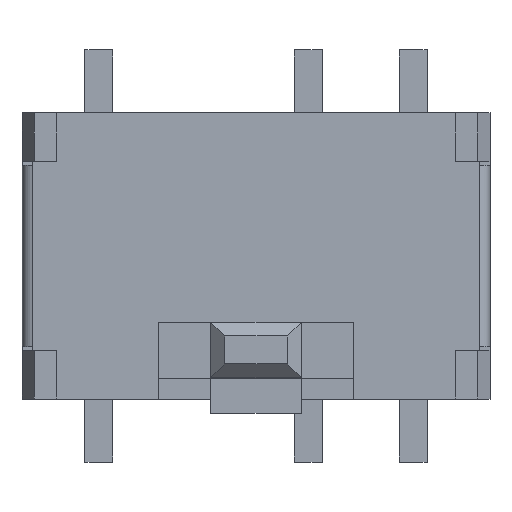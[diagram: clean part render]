
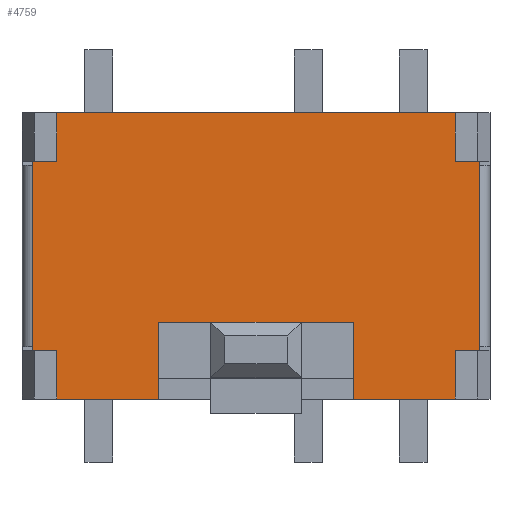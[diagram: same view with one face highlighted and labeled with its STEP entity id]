
A CAD part, top view. The second image highlights one B-rep face of the part: STEP entity #4759.
In plain terms, the highlighted planar face has unit normal (0, 0, 1).
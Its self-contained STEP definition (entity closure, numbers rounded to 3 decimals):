
#117=PLANE('',#5076);
#343=LINE('',#6774,#953);
#349=LINE('',#6787,#959);
#353=LINE('',#6794,#963);
#356=LINE('',#6800,#966);
#359=LINE('',#6806,#969);
#362=LINE('',#6812,#972);
#365=LINE('',#6818,#975);
#368=LINE('',#6824,#978);
#371=LINE('',#6830,#981);
#374=LINE('',#6836,#984);
#377=LINE('',#6842,#987);
#380=LINE('',#6848,#990);
#382=LINE('',#6851,#992);
#383=LINE('',#6854,#993);
#384=LINE('',#6856,#994);
#385=LINE('',#6857,#995);
#953=VECTOR('',#5370,1.);
#959=VECTOR('',#5378,1.);
#963=VECTOR('',#5384,1.);
#966=VECTOR('',#5389,1.);
#969=VECTOR('',#5394,1.);
#972=VECTOR('',#5399,1.);
#975=VECTOR('',#5404,1.);
#978=VECTOR('',#5409,1.);
#981=VECTOR('',#5414,1.);
#984=VECTOR('',#5419,1.);
#987=VECTOR('',#5424,1.);
#990=VECTOR('',#5429,1.);
#992=VECTOR('',#5433,1.);
#993=VECTOR('',#5436,1.);
#994=VECTOR('',#5437,1.);
#995=VECTOR('',#5438,1.);
#1590=FACE_OUTER_BOUND('',#1855,.T.);
#1855=EDGE_LOOP('',(#3316,#3317,#3318,#3319,#3320,#3321,#3322,#3323,#3324,
#3325,#3326,#3327,#3328,#3329,#3330,#3331));
#2144=VERTEX_POINT('',#6772);
#2145=VERTEX_POINT('',#6773);
#2150=VERTEX_POINT('',#6784);
#2151=VERTEX_POINT('',#6786);
#2153=VERTEX_POINT('',#6792);
#2155=VERTEX_POINT('',#6798);
#2157=VERTEX_POINT('',#6804);
#2159=VERTEX_POINT('',#6810);
#2161=VERTEX_POINT('',#6816);
#2163=VERTEX_POINT('',#6822);
#2165=VERTEX_POINT('',#6828);
#2167=VERTEX_POINT('',#6834);
#2169=VERTEX_POINT('',#6840);
#2171=VERTEX_POINT('',#6846);
#2172=VERTEX_POINT('',#6853);
#2173=VERTEX_POINT('',#6855);
#2588=EDGE_CURVE('',#2144,#2145,#343,.T.);
#2594=EDGE_CURVE('',#2151,#2150,#349,.T.);
#2598=EDGE_CURVE('',#2150,#2153,#353,.T.);
#2601=EDGE_CURVE('',#2153,#2155,#356,.T.);
#2604=EDGE_CURVE('',#2155,#2157,#359,.T.);
#2607=EDGE_CURVE('',#2157,#2159,#362,.T.);
#2610=EDGE_CURVE('',#2159,#2161,#365,.T.);
#2613=EDGE_CURVE('',#2161,#2163,#368,.T.);
#2616=EDGE_CURVE('',#2145,#2165,#371,.T.);
#2619=EDGE_CURVE('',#2165,#2167,#374,.T.);
#2622=EDGE_CURVE('',#2167,#2169,#377,.T.);
#2625=EDGE_CURVE('',#2169,#2171,#380,.T.);
#2627=EDGE_CURVE('',#2171,#2151,#382,.T.);
#2628=EDGE_CURVE('',#2144,#2172,#383,.T.);
#2629=EDGE_CURVE('',#2173,#2163,#384,.T.);
#2630=EDGE_CURVE('',#2172,#2173,#385,.T.);
#3316=ORIENTED_EDGE('',*,*,#2628,.F.);
#3317=ORIENTED_EDGE('',*,*,#2588,.T.);
#3318=ORIENTED_EDGE('',*,*,#2616,.T.);
#3319=ORIENTED_EDGE('',*,*,#2619,.T.);
#3320=ORIENTED_EDGE('',*,*,#2622,.T.);
#3321=ORIENTED_EDGE('',*,*,#2625,.T.);
#3322=ORIENTED_EDGE('',*,*,#2627,.T.);
#3323=ORIENTED_EDGE('',*,*,#2594,.T.);
#3324=ORIENTED_EDGE('',*,*,#2598,.T.);
#3325=ORIENTED_EDGE('',*,*,#2601,.T.);
#3326=ORIENTED_EDGE('',*,*,#2604,.T.);
#3327=ORIENTED_EDGE('',*,*,#2607,.T.);
#3328=ORIENTED_EDGE('',*,*,#2610,.T.);
#3329=ORIENTED_EDGE('',*,*,#2613,.T.);
#3330=ORIENTED_EDGE('',*,*,#2629,.F.);
#3331=ORIENTED_EDGE('',*,*,#2630,.F.);
#4759=ADVANCED_FACE('',(#1590),#117,.T.);
#5076=AXIS2_PLACEMENT_3D('',#6852,#5434,#5435);
#5370=DIRECTION('',(1.,0.,0.));
#5378=DIRECTION('',(-1.,0.,0.));
#5384=DIRECTION('',(0.,-1.,0.));
#5389=DIRECTION('',(-1.,0.,0.));
#5394=DIRECTION('',(0.,-1.,0.));
#5399=DIRECTION('',(1.,0.,0.));
#5404=DIRECTION('',(0.,-1.,0.));
#5409=DIRECTION('',(1.,0.,0.));
#5414=DIRECTION('',(0.,1.,0.));
#5419=DIRECTION('',(1.,0.,0.));
#5424=DIRECTION('',(0.,1.,0.));
#5429=DIRECTION('',(-1.,0.,0.));
#5433=DIRECTION('',(0.,1.,0.));
#5434=DIRECTION('center_axis',(0.,0.,1.));
#5435=DIRECTION('ref_axis',(1.,0.,0.));
#5436=DIRECTION('',(0.,1.,0.));
#5437=DIRECTION('',(0.,-1.,0.));
#5438=DIRECTION('',(-1.,0.,0.));
#6772=CARTESIAN_POINT('',(-6.313,5.917,-0.2));
#6773=CARTESIAN_POINT('',(-4.863,5.917,-0.2));
#6774=CARTESIAN_POINT('',(-10.563,5.917,-0.2));
#6784=CARTESIAN_POINT('',(-10.563,10.017,-0.2));
#6786=CARTESIAN_POINT('',(-4.863,10.017,-0.2));
#6787=CARTESIAN_POINT('',(-4.863,10.017,-0.2));
#6792=CARTESIAN_POINT('',(-10.563,9.317,-0.2));
#6794=CARTESIAN_POINT('',(-10.563,10.017,-0.2));
#6798=CARTESIAN_POINT('',(-10.913,9.317,-0.2));
#6800=CARTESIAN_POINT('',(-10.563,9.317,-0.2));
#6804=CARTESIAN_POINT('',(-10.913,6.617,-0.2));
#6806=CARTESIAN_POINT('',(-10.913,9.317,-0.2));
#6810=CARTESIAN_POINT('',(-10.563,6.617,-0.2));
#6812=CARTESIAN_POINT('',(-10.913,6.617,-0.2));
#6816=CARTESIAN_POINT('',(-10.563,5.917,-0.2));
#6818=CARTESIAN_POINT('',(-10.563,6.617,-0.2));
#6822=CARTESIAN_POINT('',(-9.113,5.917,-0.2));
#6824=CARTESIAN_POINT('',(-10.563,5.917,-0.2));
#6828=CARTESIAN_POINT('',(-4.863,6.617,-0.2));
#6830=CARTESIAN_POINT('',(-4.863,5.917,-0.2));
#6834=CARTESIAN_POINT('',(-4.513,6.617,-0.2));
#6836=CARTESIAN_POINT('',(-4.863,6.617,-0.2));
#6840=CARTESIAN_POINT('',(-4.513,9.317,-0.2));
#6842=CARTESIAN_POINT('',(-4.513,6.617,-0.2));
#6846=CARTESIAN_POINT('',(-4.863,9.317,-0.2));
#6848=CARTESIAN_POINT('',(-4.513,9.317,-0.2));
#6851=CARTESIAN_POINT('',(-4.863,9.317,-0.2));
#6852=CARTESIAN_POINT('Origin',(-7.713,7.967,-0.2));
#6853=CARTESIAN_POINT('',(-6.313,7.017,-0.2));
#6854=CARTESIAN_POINT('',(-6.313,5.917,-0.2));
#6855=CARTESIAN_POINT('',(-9.113,7.017,-0.2));
#6856=CARTESIAN_POINT('',(-9.113,5.917,-0.2));
#6857=CARTESIAN_POINT('',(-9.113,7.017,-0.2));
